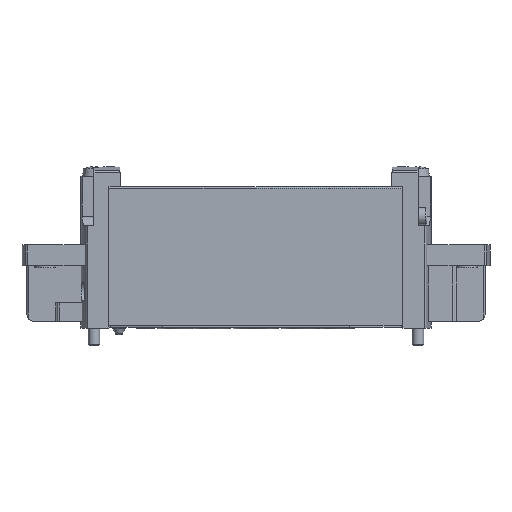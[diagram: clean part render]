
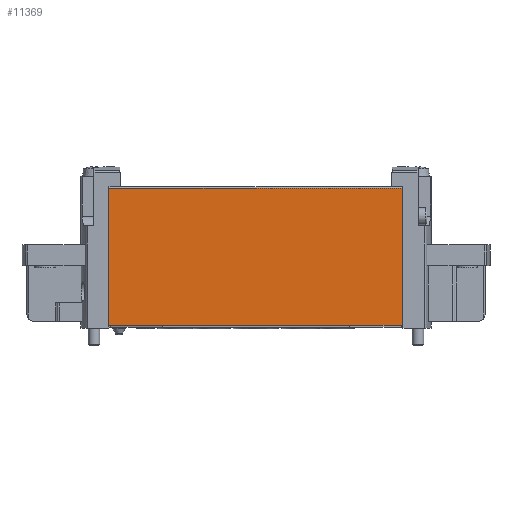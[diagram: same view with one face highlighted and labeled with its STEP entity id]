
A CAD part, top view. The second image highlights one B-rep face of the part: STEP entity #11369.
In plain terms, the highlighted planar face has unit normal (0, 0, 1).
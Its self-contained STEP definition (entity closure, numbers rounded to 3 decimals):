
#143=PLANE('',#12054);
#679=LINE('',#16560,#1365);
#684=LINE('',#16584,#1370);
#693=LINE('',#16602,#1379);
#696=LINE('',#16608,#1382);
#1365=VECTOR('',#13408,1000.);
#1370=VECTOR('',#13431,1000.);
#1379=VECTOR('',#13450,1000.);
#1382=VECTOR('',#13459,1000.);
#2237=ORIENTED_EDGE('',*,*,#4852,.T.);
#2238=ORIENTED_EDGE('',*,*,#4841,.F.);
#2239=ORIENTED_EDGE('',*,*,#4855,.F.);
#2240=ORIENTED_EDGE('',*,*,#4828,.T.);
#4828=EDGE_CURVE('',#6144,#6143,#679,.T.);
#4841=EDGE_CURVE('',#6153,#6154,#684,.T.);
#4852=EDGE_CURVE('',#6143,#6154,#693,.T.);
#4855=EDGE_CURVE('',#6144,#6153,#696,.T.);
#6143=VERTEX_POINT('',#16559);
#6144=VERTEX_POINT('',#16561);
#6153=VERTEX_POINT('',#16583);
#6154=VERTEX_POINT('',#16585);
#7429=EDGE_LOOP('',(#2237,#2238,#2239,#2240));
#8205=FACE_BOUND('',#7429,.T.);
#11369=ADVANCED_FACE('',(#8205),#143,.F.);
#12054=AXIS2_PLACEMENT_3D('',#16609,#13460,#13461);
#13408=DIRECTION('',(-1.,0.,0.));
#13431=DIRECTION('',(-1.,0.,0.));
#13450=DIRECTION('',(0.,-1.,0.));
#13459=DIRECTION('',(0.,-1.,0.));
#13460=DIRECTION('',(0.,0.,-1.));
#13461=DIRECTION('',(-1.,0.,0.));
#16559=CARTESIAN_POINT('',(-39.2,36.6,9.15));
#16560=CARTESIAN_POINT('',(39.2,36.6,9.15));
#16561=CARTESIAN_POINT('',(39.2,36.6,9.15));
#16583=CARTESIAN_POINT('',(39.2,0.,9.15));
#16584=CARTESIAN_POINT('',(39.2,0.,9.15));
#16585=CARTESIAN_POINT('',(-39.2,0.,9.15));
#16602=CARTESIAN_POINT('',(-39.2,36.6,9.15));
#16608=CARTESIAN_POINT('',(39.2,36.6,9.15));
#16609=CARTESIAN_POINT('',(39.2,36.6,9.15));
